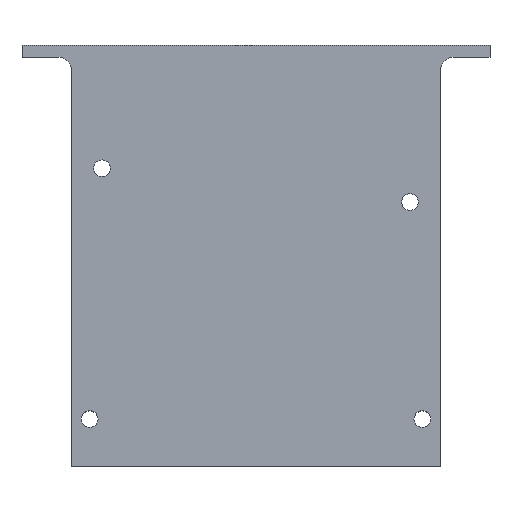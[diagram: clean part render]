
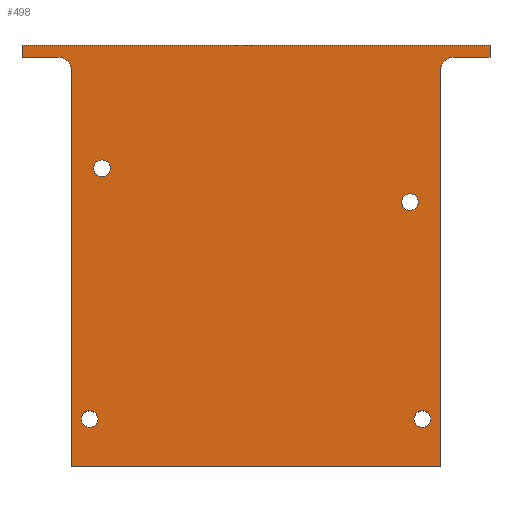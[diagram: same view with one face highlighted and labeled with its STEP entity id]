
A CAD part, top view. The second image highlights one B-rep face of the part: STEP entity #498.
In plain terms, the highlighted planar face has unit normal (0, 0, 1).
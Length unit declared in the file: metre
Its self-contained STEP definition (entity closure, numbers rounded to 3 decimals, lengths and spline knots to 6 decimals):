
#33=LINE('',#756,#72);
#35=LINE('',#760,#74);
#42=LINE('',#784,#81);
#45=LINE('',#799,#84);
#49=LINE('',#813,#88);
#50=LINE('',#815,#89);
#51=LINE('',#816,#90);
#52=LINE('',#818,#91);
#72=VECTOR('',#607,1.);
#74=VECTOR('',#611,1.);
#81=VECTOR('',#630,1.);
#84=VECTOR('',#647,1.);
#88=VECTOR('',#663,1.);
#89=VECTOR('',#664,1.);
#90=VECTOR('',#665,1.);
#91=VECTOR('',#666,1.);
#153=ORIENTED_EDGE('',*,*,#242,.F.);
#154=ORIENTED_EDGE('',*,*,#268,.T.);
#155=ORIENTED_EDGE('',*,*,#269,.T.);
#156=ORIENTED_EDGE('',*,*,#270,.T.);
#157=ORIENTED_EDGE('',*,*,#244,.F.);
#158=ORIENTED_EDGE('',*,*,#271,.F.);
#159=ORIENTED_EDGE('',*,*,#272,.F.);
#160=ORIENTED_EDGE('',*,*,#273,.T.);
#161=ORIENTED_EDGE('',*,*,#256,.T.);
#162=ORIENTED_EDGE('',*,*,#262,.T.);
#163=ORIENTED_EDGE('',*,*,#261,.F.);
#164=ORIENTED_EDGE('',*,*,#260,.F.);
#165=ORIENTED_EDGE('',*,*,#259,.F.);
#166=ORIENTED_EDGE('',*,*,#263,.F.);
#242=EDGE_CURVE('',#303,#304,#33,.T.);
#244=EDGE_CURVE('',#305,#306,#35,.T.);
#256=EDGE_CURVE('',#316,#317,#42,.T.);
#259=EDGE_CURVE('',#318,#318,#347,.T.);
#260=EDGE_CURVE('',#319,#319,#348,.T.);
#261=EDGE_CURVE('',#320,#320,#349,.T.);
#262=EDGE_CURVE('',#317,#304,#45,.T.);
#263=EDGE_CURVE('',#321,#321,#350,.T.);
#268=EDGE_CURVE('',#303,#324,#352,.F.);
#269=EDGE_CURVE('',#324,#325,#49,.T.);
#270=EDGE_CURVE('',#325,#306,#50,.T.);
#271=EDGE_CURVE('',#326,#305,#51,.T.);
#272=EDGE_CURVE('',#327,#326,#52,.T.);
#273=EDGE_CURVE('',#327,#316,#353,.F.);
#303=VERTEX_POINT('',#755);
#304=VERTEX_POINT('',#757);
#305=VERTEX_POINT('',#761);
#306=VERTEX_POINT('',#762);
#316=VERTEX_POINT('',#785);
#317=VERTEX_POINT('',#786);
#318=VERTEX_POINT('',#791);
#319=VERTEX_POINT('',#794);
#320=VERTEX_POINT('',#797);
#321=VERTEX_POINT('',#802);
#324=VERTEX_POINT('',#812);
#325=VERTEX_POINT('',#814);
#326=VERTEX_POINT('',#817);
#327=VERTEX_POINT('',#819);
#347=CIRCLE('',#544,0.00135);
#348=CIRCLE('',#546,0.00135);
#349=CIRCLE('',#548,0.00135);
#350=CIRCLE('',#551,0.00135);
#352=CIRCLE('',#555,0.002);
#353=CIRCLE('',#556,0.002);
#385=EDGE_LOOP('',(#153,#154,#155,#156,#157,#158,#159,#160,#161,#162));
#386=EDGE_LOOP('',(#163));
#387=EDGE_LOOP('',(#164));
#388=EDGE_LOOP('',(#165));
#389=EDGE_LOOP('',(#166));
#440=FACE_BOUND('',#385,.T.);
#441=FACE_BOUND('',#386,.T.);
#442=FACE_BOUND('',#387,.T.);
#443=FACE_BOUND('',#388,.T.);
#444=FACE_BOUND('',#389,.T.);
#478=PLANE('',#554);
#498=ADVANCED_FACE('',(#440,#441,#442,#443,#444),#478,.T.);
#544=AXIS2_PLACEMENT_3D('',#790,#635,#636);
#546=AXIS2_PLACEMENT_3D('',#793,#639,#640);
#548=AXIS2_PLACEMENT_3D('',#796,#643,#644);
#551=AXIS2_PLACEMENT_3D('',#801,#650,#651);
#554=AXIS2_PLACEMENT_3D('',#810,#659,#660);
#555=AXIS2_PLACEMENT_3D('',#811,#661,#662);
#556=AXIS2_PLACEMENT_3D('',#820,#667,#668);
#607=DIRECTION('',(0.,-1.,0.));
#611=DIRECTION('',(1.,0.,0.));
#630=DIRECTION('',(0.,-1.,0.));
#635=DIRECTION('',(0.,0.,1.));
#636=DIRECTION('',(1.,0.,0.));
#639=DIRECTION('',(0.,0.,1.));
#640=DIRECTION('',(1.,0.,0.));
#643=DIRECTION('',(0.,0.,1.));
#644=DIRECTION('',(1.,0.,0.));
#647=DIRECTION('',(1.,0.,0.));
#650=DIRECTION('',(0.,0.,1.));
#651=DIRECTION('',(1.,0.,0.));
#659=DIRECTION('',(0.,0.,1.));
#660=DIRECTION('',(1.,0.,0.));
#661=DIRECTION('',(0.,0.,1.));
#662=DIRECTION('',(1.,0.,0.));
#663=DIRECTION('',(1.,0.,0.));
#664=DIRECTION('',(0.,1.,0.));
#665=DIRECTION('',(0.,1.,0.));
#666=DIRECTION('',(-1.,0.,0.));
#667=DIRECTION('',(0.,0.,1.));
#668=DIRECTION('',(1.,0.,0.));
#755=CARTESIAN_POINT('',(0.06,0.011,-0.13));
#756=CARTESIAN_POINT('',(0.06,-0.04575,-0.13));
#757=CARTESIAN_POINT('',(0.06,-0.0535,-0.13));
#760=CARTESIAN_POINT('',(0.03,0.015,-0.13));
#761=CARTESIAN_POINT('',(-0.008,0.015,-0.13));
#762=CARTESIAN_POINT('',(0.068,0.015,-0.13));
#784=CARTESIAN_POINT('',(0.,-0.04575,-0.13));
#785=CARTESIAN_POINT('',(0.,0.011,-0.13));
#786=CARTESIAN_POINT('',(0.,-0.0535,-0.13));
#790=CARTESIAN_POINT('',(0.005,-0.005,-0.13));
#791=CARTESIAN_POINT('',(0.00635,-0.005,-0.13));
#793=CARTESIAN_POINT('',(0.057,-0.04575,-0.13));
#794=CARTESIAN_POINT('',(0.05835,-0.04575,-0.13));
#796=CARTESIAN_POINT('',(0.003,-0.04575,-0.13));
#797=CARTESIAN_POINT('',(0.00435,-0.04575,-0.13));
#799=CARTESIAN_POINT('',(0.03,-0.0535,-0.13));
#801=CARTESIAN_POINT('',(0.055,-0.0105,-0.13));
#802=CARTESIAN_POINT('',(0.05635,-0.0105,-0.13));
#810=CARTESIAN_POINT('',(0.03,-0.01925,-0.13));
#811=CARTESIAN_POINT('',(0.062,0.011,-0.13));
#812=CARTESIAN_POINT('',(0.062,0.013,-0.13));
#813=CARTESIAN_POINT('',(0.064,0.013,-0.13));
#814=CARTESIAN_POINT('',(0.068,0.013,-0.13));
#815=CARTESIAN_POINT('',(0.068,0.013,-0.13));
#816=CARTESIAN_POINT('',(-0.008,0.013,-0.13));
#817=CARTESIAN_POINT('',(-0.008,0.013,-0.13));
#818=CARTESIAN_POINT('',(-0.004,0.013,-0.13));
#819=CARTESIAN_POINT('',(-0.002,0.013,-0.13));
#820=CARTESIAN_POINT('',(-0.002,0.011,-0.13));
